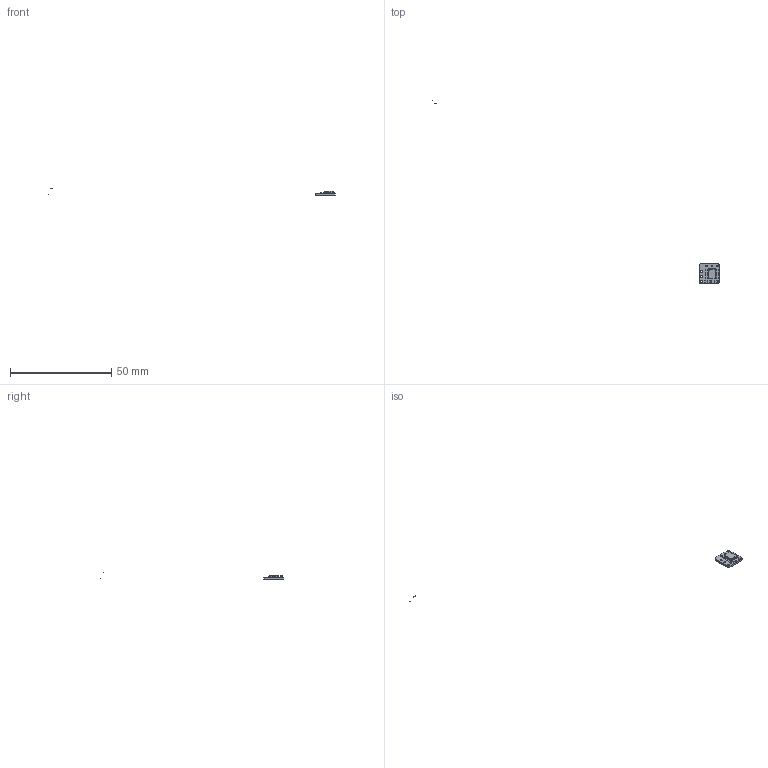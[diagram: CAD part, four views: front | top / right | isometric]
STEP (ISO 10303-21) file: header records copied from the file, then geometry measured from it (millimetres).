
FILE_DESCRIPTION(('KiCad electronic assembly'),'2;1');
FILE_NAME('IRStart - Module.step','2024-07-18T16:31:54',('Pcbnew'),( 'Kicad'),'Open CASCADE STEP processor 7.6','KiCad to STEP converter' ,'Unknown');
FILE_SCHEMA(('AUTOMOTIVE_DESIGN { 1 0 10303 214 1 1 1 1 }'));
Length unit declared in the file: millimetre
Products named in the file (16): IRStart - Module 1; LED_0805_2012Metric; SOLID; Vishay_MOLD-3Pin; SOLID001; TSOP4838; SSOP-8_3.9x5.05mm_P1.27mm; SOLID002; R_0805_2012Metric; C_0402_1005Metric; PCB
Assembly tree (15 placements, depth 3):
  IRStart - Module 1
    LED_0805_2012Metric  x2
      SOLID
    Vishay_MOLD-3Pin
      SOLID001
    SSOP-8_3.9x5.05mm_P1.27mm
    TSOP4838
      SOLID
    SSOP-8_3.9x5.05mm_P1.27mm
      SOLID
    R_0805_2012Metric
      SOLID
    C_0402_1005Metric
      SOLID
    PCB
  SOLID002
Bounding box: 141.96 x 90.89 x 3.59 mm (x, y, z)
Volume: 117.6 mm3; surface area: 345.5 mm2
Topology: 6 solids, 8 shells, 356 faces, 943 edges, 606 vertices
Faces by surface type: plane 248, cylinder 76, bspline 32
Full cylindrical faces by diameter (mm): 0.2 x1, 0.9 x3, 1 x3
Entity records: 29419 total; most frequent: CARTESIAN_POINT 5266, DIRECTION 3954, LINE 2713, VECTOR 2713, ORIENTED_EDGE 2459, PCURVE 1856, DEFINITIONAL_REPRESENTATION 1856, EDGE_CURVE 1249
